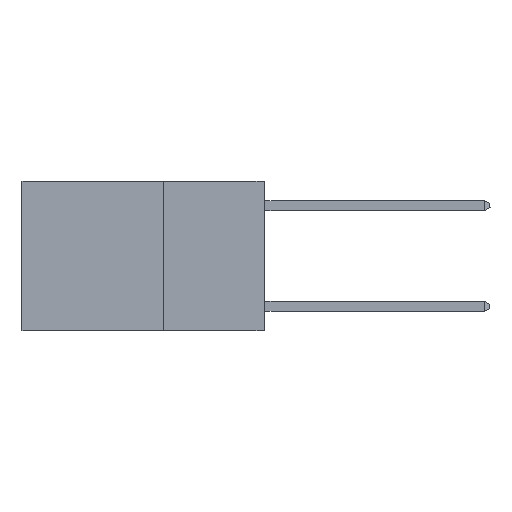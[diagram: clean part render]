
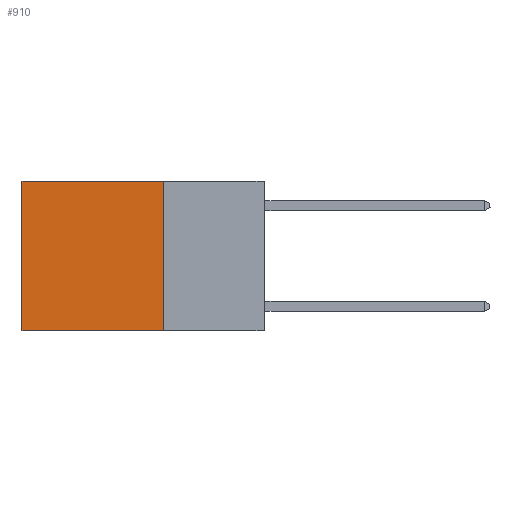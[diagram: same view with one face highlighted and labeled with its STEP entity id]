
A CAD part, left-side view. The second image highlights one B-rep face of the part: STEP entity #910.
In plain terms, the highlighted planar face has unit normal (-1, 0, 0).
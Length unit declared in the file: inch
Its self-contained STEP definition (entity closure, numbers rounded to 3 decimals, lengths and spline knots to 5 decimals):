
#291 = CARTESIAN_POINT ( 'NONE',  ( 0.2625, 0.6, 0. ) ) ;
#421 = CARTESIAN_POINT ( 'NONE',  ( 0.2625, 0.6, 0. ) ) ;
#761 = DIRECTION ( 'NONE',  ( 0., 1., 0. ) ) ;
#910 = ADVANCED_FACE ( 'NONE', ( #5831 ), #6032, .F. ) ;
#1339 = ORIENTED_EDGE ( 'NONE', *, *, #14227, .F. ) ;
#2566 = VERTEX_POINT ( 'NONE', #9675 ) ;
#3285 = AXIS2_PLACEMENT_3D ( 'NONE', #14630, #15827, #8562 ) ;
#3368 = VECTOR ( 'NONE', #761, 39.37008 ) ;
#3903 = EDGE_CURVE ( 'NONE', #7263, #2566, #15120, .T. ) ;
#4744 = CARTESIAN_POINT ( 'NONE',  ( 0.2625, 0.25, 0. ) ) ;
#5314 = LINE ( 'NONE', #6617, #8247 ) ;
#5831 = FACE_OUTER_BOUND ( 'NONE', #14701, .T. ) ;
#6032 = PLANE ( 'NONE',  #3285 ) ;
#6617 = CARTESIAN_POINT ( 'NONE',  ( 0.2625, 0.25, 0. ) ) ;
#6658 = EDGE_CURVE ( 'NONE', #15424, #12938, #6939, .T. ) ;
#6939 = LINE ( 'NONE', #13912, #13446 ) ;
#7263 = VERTEX_POINT ( 'NONE', #421 ) ;
#7264 = ORIENTED_EDGE ( 'NONE', *, *, #3903, .T. ) ;
#7872 = DIRECTION ( 'NONE',  ( 0., 1., 0. ) ) ;
#8247 = VECTOR ( 'NONE', #7872, 39.37008 ) ;
#8562 = DIRECTION ( 'NONE',  ( 0., 0., -1. ) ) ;
#8651 = VECTOR ( 'NONE', #9244, 39.37008 ) ;
#8952 = CARTESIAN_POINT ( 'NONE',  ( 0.2625, 0.25, -0.37 ) ) ;
#9013 = DIRECTION ( 'NONE',  ( 0., 0., -1. ) ) ;
#9211 = ORIENTED_EDGE ( 'NONE', *, *, #6658, .F. ) ;
#9244 = DIRECTION ( 'NONE',  ( 0., 0., -1. ) ) ;
#9675 = CARTESIAN_POINT ( 'NONE',  ( 0.2625, 0.6, -0.37 ) ) ;
#12938 = VERTEX_POINT ( 'NONE', #8952 ) ;
#13033 = EDGE_CURVE ( 'NONE', #15424, #7263, #5314, .T. ) ;
#13171 = LINE ( 'NONE', #15679, #3368 ) ;
#13446 = VECTOR ( 'NONE', #9013, 39.37008 ) ;
#13912 = CARTESIAN_POINT ( 'NONE',  ( 0.2625, 0.25, 0. ) ) ;
#14227 = EDGE_CURVE ( 'NONE', #12938, #2566, #13171, .T. ) ;
#14630 = CARTESIAN_POINT ( 'NONE',  ( 0.2625, 0.25, 0. ) ) ;
#14701 = EDGE_LOOP ( 'NONE', ( #7264, #1339, #9211, #15676 ) ) ;
#15120 = LINE ( 'NONE', #291, #8651 ) ;
#15424 = VERTEX_POINT ( 'NONE', #4744 ) ;
#15676 = ORIENTED_EDGE ( 'NONE', *, *, #13033, .T. ) ;
#15679 = CARTESIAN_POINT ( 'NONE',  ( 0.2625, 0.25, -0.37 ) ) ;
#15827 = DIRECTION ( 'NONE',  ( 1., 0., 0. ) ) ;
